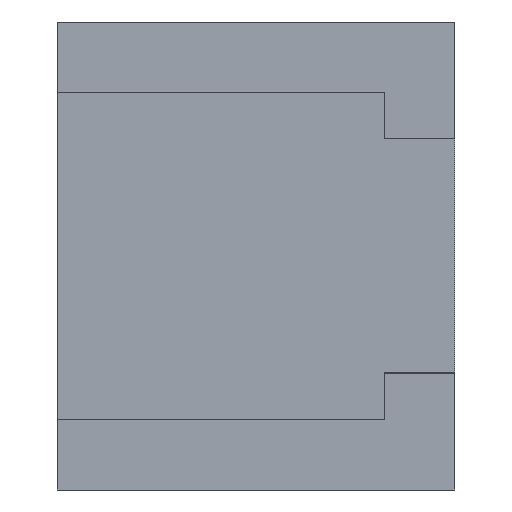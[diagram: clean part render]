
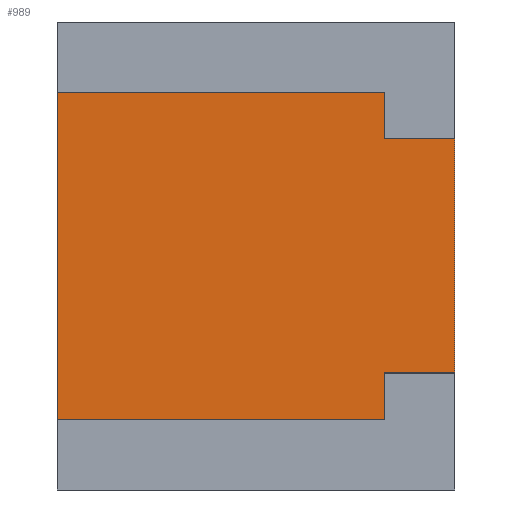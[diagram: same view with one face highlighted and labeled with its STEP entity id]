
A CAD part, left-side view. The second image highlights one B-rep face of the part: STEP entity #989.
In plain terms, the highlighted planar face has unit normal (-1, 0, 0).
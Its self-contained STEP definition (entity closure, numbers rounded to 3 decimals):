
#11 = EDGE_CURVE ( 'NONE', #18, #1805, #1013, .T. ) ;
#18 = VERTEX_POINT ( 'NONE', #295 ) ;
#23 = EDGE_CURVE ( 'NONE', #502, #1099, #1888, .T. ) ;
#70 = CARTESIAN_POINT ( 'NONE',  ( -2.5, 7.085, 0.5 ) ) ;
#74 = EDGE_CURVE ( 'NONE', #18, #474, #238, .T. ) ;
#140 = CARTESIAN_POINT ( 'NONE',  ( -2.5, 1.7, 0.7 ) ) ;
#149 = DIRECTION ( 'NONE',  ( 0., 0., 1. ) ) ;
#218 = LINE ( 'NONE', #1684, #1354 ) ;
#221 = VECTOR ( 'NONE', #1722, 1000. ) ;
#238 = LINE ( 'NONE', #483, #1485 ) ;
#273 = VERTEX_POINT ( 'NONE', #1664 ) ;
#275 = ORIENTED_EDGE ( 'NONE', *, *, #888, .F. ) ;
#295 = CARTESIAN_POINT ( 'NONE',  ( -2.5, 0.3, -0.5 ) ) ;
#474 = VERTEX_POINT ( 'NONE', #538 ) ;
#483 = CARTESIAN_POINT ( 'NONE',  ( -2.5, 7.085, -0.5 ) ) ;
#502 = VERTEX_POINT ( 'NONE', #1184 ) ;
#509 = EDGE_CURVE ( 'NONE', #1099, #1459, #1530, .T. ) ;
#538 = CARTESIAN_POINT ( 'NONE',  ( -2.5, 0., -0.5 ) ) ;
#619 = LINE ( 'NONE', #70, #221 ) ;
#628 = ORIENTED_EDGE ( 'NONE', *, *, #11, .F. ) ;
#644 = CARTESIAN_POINT ( 'NONE',  ( -2.5, 1.7, -0.7 ) ) ;
#659 = CARTESIAN_POINT ( 'NONE',  ( -2.5, 0.3, -0.7 ) ) ;
#686 = VECTOR ( 'NONE', #1639, 1000. ) ;
#708 = VERTEX_POINT ( 'NONE', #644 ) ;
#777 = DIRECTION ( 'NONE',  ( 0., -1., 0. ) ) ;
#824 = DIRECTION ( 'NONE',  ( 0., 0., 1. ) ) ;
#837 = ORIENTED_EDGE ( 'NONE', *, *, #23, .F. ) ;
#855 = PLANE ( 'NONE',  #1524 ) ;
#888 = EDGE_CURVE ( 'NONE', #1459, #273, #619, .T. ) ;
#890 = DIRECTION ( 'NONE',  ( 0., 0., -1. ) ) ;
#946 = ORIENTED_EDGE ( 'NONE', *, *, #1716, .F. ) ;
#950 = VECTOR ( 'NONE', #149, 1000. ) ;
#989 = ADVANCED_FACE ( 'NONE', ( #1613 ), #855, .F. ) ;
#1013 = LINE ( 'NONE', #1632, #1844 ) ;
#1050 = DIRECTION ( 'NONE',  ( 0., 0., -1. ) ) ;
#1099 = VERTEX_POINT ( 'NONE', #1446 ) ;
#1149 = CARTESIAN_POINT ( 'NONE',  ( -2.5, 7.085, -0.5 ) ) ;
#1184 = CARTESIAN_POINT ( 'NONE',  ( -2.5, 1.7, 0.7 ) ) ;
#1189 = LINE ( 'NONE', #1501, #950 ) ;
#1246 = ORIENTED_EDGE ( 'NONE', *, *, #1302, .F. ) ;
#1260 = DIRECTION ( 'NONE',  ( 0., 1., 0. ) ) ;
#1302 = EDGE_CURVE ( 'NONE', #708, #502, #1683, .T. ) ;
#1343 = CARTESIAN_POINT ( 'NONE',  ( -2.5, 0.3, 0.7 ) ) ;
#1354 = VECTOR ( 'NONE', #1260, 1000. ) ;
#1438 = DIRECTION ( 'NONE',  ( 1., 0., 0. ) ) ;
#1446 = CARTESIAN_POINT ( 'NONE',  ( -2.5, 0.3, 0.7 ) ) ;
#1459 = VERTEX_POINT ( 'NONE', #1763 ) ;
#1485 = VECTOR ( 'NONE', #777, 1000. ) ;
#1501 = CARTESIAN_POINT ( 'NONE',  ( -2.5, 0., -0.5 ) ) ;
#1512 = ORIENTED_EDGE ( 'NONE', *, *, #74, .T. ) ;
#1522 = EDGE_CURVE ( 'NONE', #474, #273, #1189, .T. ) ;
#1524 = AXIS2_PLACEMENT_3D ( 'NONE', #1149, #1438, #1590 ) ;
#1530 = LINE ( 'NONE', #1343, #1583 ) ;
#1539 = VECTOR ( 'NONE', #824, 1000. ) ;
#1583 = VECTOR ( 'NONE', #1050, 1000. ) ;
#1590 = DIRECTION ( 'NONE',  ( 0., 0., -1. ) ) ;
#1596 = EDGE_LOOP ( 'NONE', ( #275, #1821, #837, #1246, #946, #628, #1512, #1881 ) ) ;
#1613 = FACE_OUTER_BOUND ( 'NONE', #1596, .T. ) ;
#1632 = CARTESIAN_POINT ( 'NONE',  ( -2.5, 0.3, 0.7 ) ) ;
#1639 = DIRECTION ( 'NONE',  ( 0., -1., 0. ) ) ;
#1664 = CARTESIAN_POINT ( 'NONE',  ( -2.5, 0., 0.5 ) ) ;
#1683 = LINE ( 'NONE', #1693, #1539 ) ;
#1684 = CARTESIAN_POINT ( 'NONE',  ( -2.5, 1.7, -0.7 ) ) ;
#1693 = CARTESIAN_POINT ( 'NONE',  ( -2.5, 1.7, -0.5 ) ) ;
#1716 = EDGE_CURVE ( 'NONE', #1805, #708, #218, .T. ) ;
#1722 = DIRECTION ( 'NONE',  ( 0., -1., 0. ) ) ;
#1763 = CARTESIAN_POINT ( 'NONE',  ( -2.5, 0.3, 0.5 ) ) ;
#1805 = VERTEX_POINT ( 'NONE', #659 ) ;
#1821 = ORIENTED_EDGE ( 'NONE', *, *, #509, .F. ) ;
#1844 = VECTOR ( 'NONE', #890, 1000. ) ;
#1881 = ORIENTED_EDGE ( 'NONE', *, *, #1522, .T. ) ;
#1888 = LINE ( 'NONE', #140, #686 ) ;
